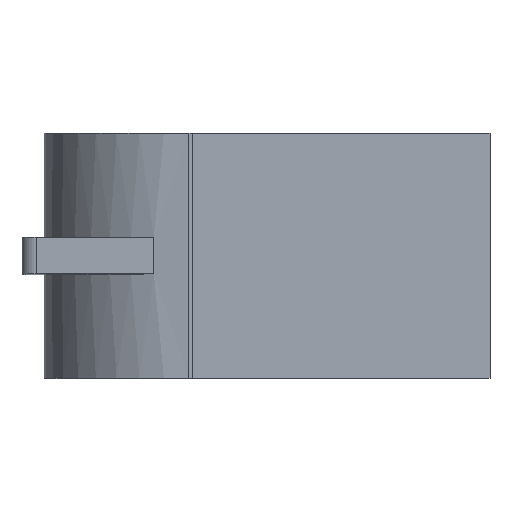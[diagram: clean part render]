
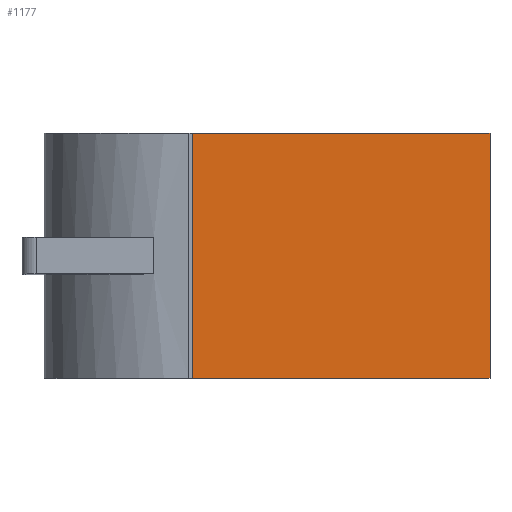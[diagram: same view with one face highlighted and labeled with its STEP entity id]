
A CAD part, top view. The second image highlights one B-rep face of the part: STEP entity #1177.
In plain terms, the highlighted planar face has unit normal (0, 0, 1).
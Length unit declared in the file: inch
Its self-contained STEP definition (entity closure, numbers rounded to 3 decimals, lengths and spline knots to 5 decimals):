
#5 = EDGE_CURVE ( 'NONE', #956, #2399, #125, .T. ) ;
#41 = DIRECTION ( 'NONE',  ( 0., 0., 1. ) ) ;
#66 = PLANE ( 'NONE',  #846 ) ;
#125 = LINE ( 'NONE', #1745, #1201 ) ;
#189 = DIRECTION ( 'NONE',  ( 1., 0., 0. ) ) ;
#207 = VERTEX_POINT ( 'NONE', #1600 ) ;
#252 = DIRECTION ( 'NONE',  ( 0., -1., 0. ) ) ;
#289 = VECTOR ( 'NONE', #329, 39.37008 ) ;
#317 = CARTESIAN_POINT ( 'NONE',  ( 0.48383, 0.20826, 1.68475 ) ) ;
#329 = DIRECTION ( 'NONE',  ( 0., -1., 0. ) ) ;
#390 = EDGE_CURVE ( 'NONE', #2399, #207, #1532, .T. ) ;
#533 = CARTESIAN_POINT ( 'NONE',  ( 0.48383, -0.8021, 1.68475 ) ) ;
#790 = DIRECTION ( 'NONE',  ( 1., 0., 0. ) ) ;
#805 = LINE ( 'NONE', #2122, #835 ) ;
#835 = VECTOR ( 'NONE', #189, 39.37008 ) ;
#846 = AXIS2_PLACEMENT_3D ( 'NONE', #2211, #41, #2203 ) ;
#927 = FACE_OUTER_BOUND ( 'NONE', #2287, .T. ) ;
#942 = EDGE_CURVE ( 'NONE', #956, #1658, #805, .T. ) ;
#956 = VERTEX_POINT ( 'NONE', #2103 ) ;
#991 = ORIENTED_EDGE ( 'NONE', *, *, #942, .F. ) ;
#1020 = LINE ( 'NONE', #533, #289 ) ;
#1177 = ADVANCED_FACE ( 'NONE', ( #927 ), #66, .T. ) ;
#1201 = VECTOR ( 'NONE', #252, 39.37008 ) ;
#1390 = CARTESIAN_POINT ( 'NONE',  ( -0.02123, -0.20827, 1.68475 ) ) ;
#1465 = CARTESIAN_POINT ( 'NONE',  ( -0.02123, -0.20827, 1.68475 ) ) ;
#1532 = LINE ( 'NONE', #1465, #2057 ) ;
#1565 = ORIENTED_EDGE ( 'NONE', *, *, #5, .T. ) ;
#1600 = CARTESIAN_POINT ( 'NONE',  ( 0.48383, -0.20827, 1.68475 ) ) ;
#1658 = VERTEX_POINT ( 'NONE', #317 ) ;
#1683 = EDGE_CURVE ( 'NONE', #1658, #207, #1020, .T. ) ;
#1745 = CARTESIAN_POINT ( 'NONE',  ( -0.02123, 0.20826, 1.68475 ) ) ;
#2021 = ORIENTED_EDGE ( 'NONE', *, *, #1683, .F. ) ;
#2057 = VECTOR ( 'NONE', #790, 39.37008 ) ;
#2103 = CARTESIAN_POINT ( 'NONE',  ( -0.02123, 0.20826, 1.68475 ) ) ;
#2122 = CARTESIAN_POINT ( 'NONE',  ( -0.02123, 0.20826, 1.68475 ) ) ;
#2203 = DIRECTION ( 'NONE',  ( 1., 0., 0. ) ) ;
#2211 = CARTESIAN_POINT ( 'NONE',  ( -0.02123, -0.8021, 1.68475 ) ) ;
#2287 = EDGE_LOOP ( 'NONE', ( #2021, #991, #1565, #2381 ) ) ;
#2381 = ORIENTED_EDGE ( 'NONE', *, *, #390, .T. ) ;
#2399 = VERTEX_POINT ( 'NONE', #1390 ) ;
